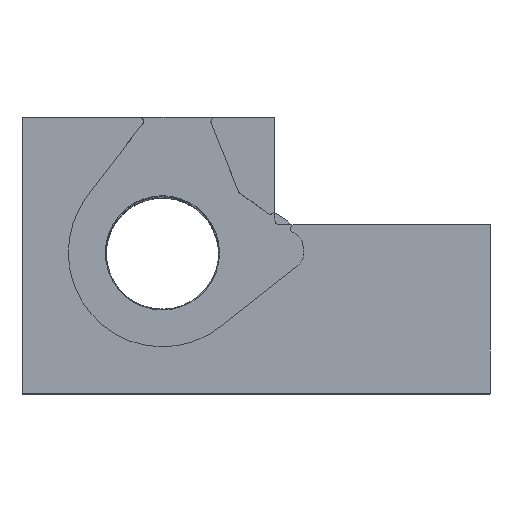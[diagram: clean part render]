
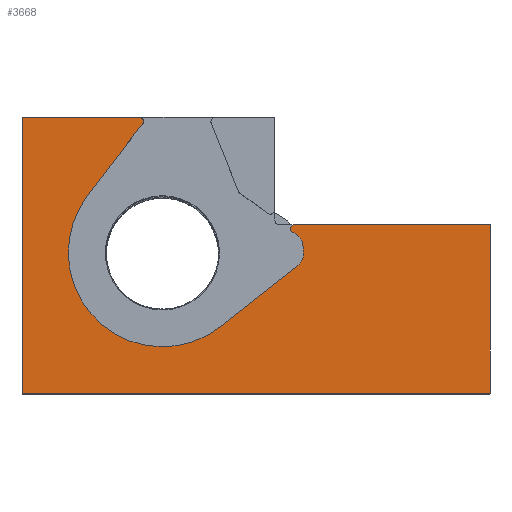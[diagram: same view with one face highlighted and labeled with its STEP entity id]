
A CAD part, top view. The second image highlights one B-rep face of the part: STEP entity #3668.
In plain terms, the highlighted planar face has unit normal (0, 0, 1).
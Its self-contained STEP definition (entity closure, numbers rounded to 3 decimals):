
#357=PLANE('',#3963);
#457=FACE_OUTER_BOUND('',#662,.T.);
#662=EDGE_LOOP('',(#2599,#2600,#2601,#2602,#2603,#2604,#2605,#2606,#2607,
#2608,#2609,#2610,#2611,#2612,#2613));
#873=LINE('',#4795,#1196);
#903=LINE('',#4881,#1226);
#915=LINE('',#4925,#1238);
#916=LINE('',#4929,#1239);
#917=LINE('',#4934,#1240);
#918=LINE('',#4936,#1241);
#919=LINE('',#4938,#1242);
#920=LINE('',#4939,#1243);
#1196=VECTOR('',#4113,10.);
#1226=VECTOR('',#4191,10.);
#1238=VECTOR('',#4237,10.);
#1239=VECTOR('',#4240,10.);
#1240=VECTOR('',#4245,10.);
#1241=VECTOR('',#4246,10.);
#1242=VECTOR('',#4247,10.);
#1243=VECTOR('',#4248,10.);
#1528=CIRCLE('',#3949,1.5);
#1530=CIRCLE('',#3952,15.05);
#1532=CIRCLE('',#3955,1.5);
#1535=CIRCLE('',#3961,0.5);
#1537=CIRCLE('',#3964,10.05);
#1538=CIRCLE('',#3965,3.2);
#1539=CIRCLE('',#3966,0.5);
#1575=VERTEX_POINT('',#4792);
#1576=VERTEX_POINT('',#4794);
#1607=VERTEX_POINT('',#4878);
#1608=VERTEX_POINT('',#4880);
#1611=VERTEX_POINT('',#4887);
#1612=VERTEX_POINT('',#4889);
#1614=VERTEX_POINT('',#4895);
#1621=VERTEX_POINT('',#4918);
#1623=VERTEX_POINT('',#4924);
#1624=VERTEX_POINT('',#4926);
#1625=VERTEX_POINT('',#4928);
#1626=VERTEX_POINT('',#4930);
#1627=VERTEX_POINT('',#4933);
#1628=VERTEX_POINT('',#4935);
#1629=VERTEX_POINT('',#4937);
#1951=EDGE_CURVE('',#1576,#1575,#873,.T.);
#1993=EDGE_CURVE('',#1608,#1607,#903,.T.);
#1997=EDGE_CURVE('',#1612,#1611,#1528,.T.);
#2000=EDGE_CURVE('',#1614,#1612,#1530,.T.);
#2003=EDGE_CURVE('',#1607,#1614,#1532,.T.);
#2012=EDGE_CURVE('',#1608,#1621,#1535,.T.);
#2015=EDGE_CURVE('',#1611,#1623,#915,.T.);
#2016=EDGE_CURVE('',#1623,#1624,#1537,.T.);
#2017=EDGE_CURVE('',#1624,#1625,#916,.T.);
#2018=EDGE_CURVE('',#1625,#1626,#1538,.T.);
#2019=EDGE_CURVE('',#1576,#1626,#1539,.T.);
#2020=EDGE_CURVE('',#1575,#1627,#917,.T.);
#2021=EDGE_CURVE('',#1627,#1628,#918,.T.);
#2022=EDGE_CURVE('',#1628,#1629,#919,.T.);
#2023=EDGE_CURVE('',#1629,#1621,#920,.T.);
#2599=ORIENTED_EDGE('',*,*,#2015,.T.);
#2600=ORIENTED_EDGE('',*,*,#2016,.T.);
#2601=ORIENTED_EDGE('',*,*,#2017,.T.);
#2602=ORIENTED_EDGE('',*,*,#2018,.T.);
#2603=ORIENTED_EDGE('',*,*,#2019,.F.);
#2604=ORIENTED_EDGE('',*,*,#1951,.T.);
#2605=ORIENTED_EDGE('',*,*,#2020,.T.);
#2606=ORIENTED_EDGE('',*,*,#2021,.T.);
#2607=ORIENTED_EDGE('',*,*,#2022,.T.);
#2608=ORIENTED_EDGE('',*,*,#2023,.T.);
#2609=ORIENTED_EDGE('',*,*,#2012,.F.);
#2610=ORIENTED_EDGE('',*,*,#1993,.T.);
#2611=ORIENTED_EDGE('',*,*,#2003,.T.);
#2612=ORIENTED_EDGE('',*,*,#2000,.T.);
#2613=ORIENTED_EDGE('',*,*,#1997,.T.);
#3668=ADVANCED_FACE('',(#457),#357,.T.);
#3949=AXIS2_PLACEMENT_3D('',#4890,#4198,#4199);
#3952=AXIS2_PLACEMENT_3D('',#4896,#4205,#4206);
#3955=AXIS2_PLACEMENT_3D('',#4900,#4212,#4213);
#3961=AXIS2_PLACEMENT_3D('',#4919,#4230,#4231);
#3963=AXIS2_PLACEMENT_3D('',#4923,#4235,#4236);
#3964=AXIS2_PLACEMENT_3D('',#4927,#4238,#4239);
#3965=AXIS2_PLACEMENT_3D('',#4931,#4241,#4242);
#3966=AXIS2_PLACEMENT_3D('',#4932,#4243,#4244);
#4113=DIRECTION('',(-1.,0.,0.));
#4191=DIRECTION('',(0.805,-0.593,0.));
#4198=DIRECTION('center_axis',(0.,0.,-1.));
#4199=DIRECTION('ref_axis',(0.619,-0.786,0.));
#4205=DIRECTION('center_axis',(0.,0.,-1.));
#4206=DIRECTION('ref_axis',(1.,-0.016,0.));
#4212=DIRECTION('center_axis',(0.,0.,-1.));
#4213=DIRECTION('ref_axis',(0.999,0.048,0.));
#4230=DIRECTION('center_axis',(0.,0.,-1.));
#4231=DIRECTION('ref_axis',(0.,-1.,0.));
#4235=DIRECTION('center_axis',(0.,0.,1.));
#4236=DIRECTION('ref_axis',(1.,0.,0.));
#4237=DIRECTION('',(-0.786,-0.619,0.));
#4238=DIRECTION('center_axis',(0.,0.,-1.));
#4239=DIRECTION('ref_axis',(-0.795,0.606,0.));
#4240=DIRECTION('',(0.606,0.795,0.));
#4241=DIRECTION('center_axis',(0.,0.,-1.));
#4242=DIRECTION('ref_axis',(0.795,0.606,0.));
#4243=DIRECTION('center_axis',(0.,0.,-1.));
#4244=DIRECTION('ref_axis',(0.,-1.,0.));
#4245=DIRECTION('',(0.,-1.,0.));
#4246=DIRECTION('',(1.,0.,0.));
#4247=DIRECTION('',(0.,1.,0.));
#4248=DIRECTION('',(-1.,0.,0.));
#4792=CARTESIAN_POINT('',(-15.,14.5,10.));
#4794=CARTESIAN_POINT('',(-2.53,14.5,10.));
#4795=CARTESIAN_POINT('',(12.,14.5,10.));
#4878=CARTESIAN_POINT('',(14.425,1.852,10.));
#4880=CARTESIAN_POINT('',(13.694,2.39,10.));
#4881=CARTESIAN_POINT('',(12.987,2.912,10.));
#4887=CARTESIAN_POINT('',(14.476,-1.392,10.));
#4889=CARTESIAN_POINT('',(15.048,-0.237,10.));
#4890=CARTESIAN_POINT('Origin',(13.548,-0.213,10.));
#4895=CARTESIAN_POINT('',(15.033,0.716,10.));
#4896=CARTESIAN_POINT('Origin',(0.,0.,10.));
#4900=CARTESIAN_POINT('Origin',(13.535,0.645,10.));
#4918=CARTESIAN_POINT('',(14.182,3.,10.));
#4919=CARTESIAN_POINT('Origin',(14.182,2.5,10.));
#4923=CARTESIAN_POINT('Origin',(8.336,-1.914,10.));
#4924=CARTESIAN_POINT('',(6.218,-7.895,10.));
#4925=CARTESIAN_POINT('',(12.455,-2.984,10.));
#4926=CARTESIAN_POINT('',(-7.993,6.092,10.));
#4927=CARTESIAN_POINT('Origin',(0.,0.,10.));
#4928=CARTESIAN_POINT('',(-2.545,13.24,10.));
#4929=CARTESIAN_POINT('',(-4.199,11.07,10.));
#4930=CARTESIAN_POINT('',(-2.188,13.635,10.));
#4931=CARTESIAN_POINT('Origin',(0.,11.3,10.));
#4932=CARTESIAN_POINT('Origin',(-2.53,14.,10.));
#4933=CARTESIAN_POINT('',(-15.,-15.,10.));
#4934=CARTESIAN_POINT('',(-15.,14.5,10.));
#4935=CARTESIAN_POINT('',(35.,-15.,10.));
#4936=CARTESIAN_POINT('',(-15.,-15.,10.));
#4937=CARTESIAN_POINT('',(35.,3.,10.));
#4938=CARTESIAN_POINT('',(35.,-15.,10.));
#4939=CARTESIAN_POINT('',(35.,3.,10.));
